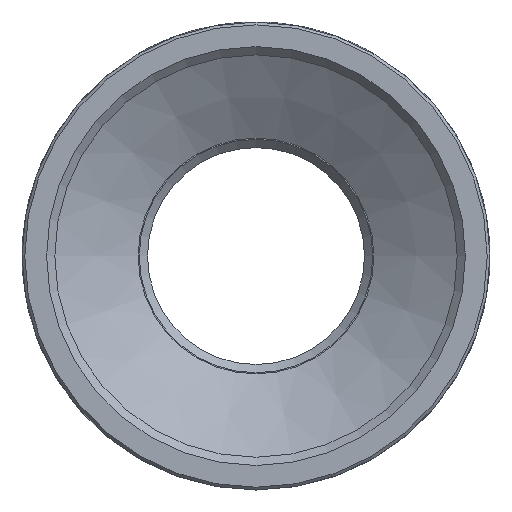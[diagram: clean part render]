
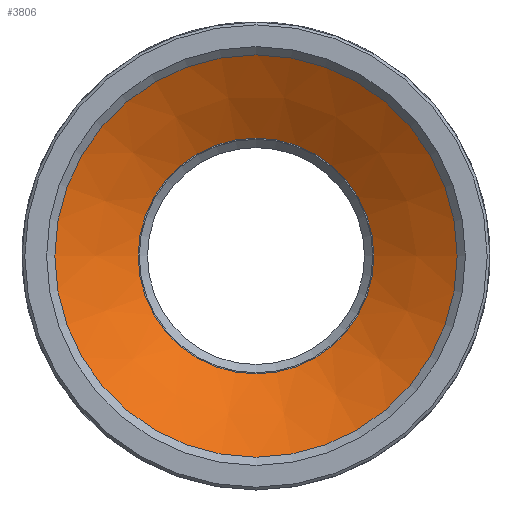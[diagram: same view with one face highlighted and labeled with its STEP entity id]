
A CAD part, left-side view. The second image highlights one B-rep face of the part: STEP entity #3806.
In plain terms, the highlighted conical face has half-angle 58.541 degrees and reference radius 29.328 mm.
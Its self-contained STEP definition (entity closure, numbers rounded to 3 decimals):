
#1866 = CARTESIAN_POINT ( 'NONE',  ( -27.415, 0., 0. ) ) ;
#3732 = CIRCLE ( 'NONE', #7774, 21.155 ) ;
#3806 = ADVANCED_FACE ( 'NONE', ( #14164, #18673 ), #7298, .F. ) ;
#5899 = VERTEX_POINT ( 'NONE', #10015 ) ;
#6515 = DIRECTION ( 'NONE',  ( 0., 1., 0. ) ) ;
#7298 = CONICAL_SURFACE ( 'NONE', #10724, 29.328, 1.022 ) ;
#7606 = EDGE_LOOP ( 'NONE', ( #14402 ) ) ;
#7774 = AXIS2_PLACEMENT_3D ( 'NONE', #13102, #14531, #11570 ) ;
#8723 = CARTESIAN_POINT ( 'NONE',  ( -27.415, 36.544, 0. ) ) ;
#9542 = DIRECTION ( 'NONE',  ( 1., 0., 0. ) ) ;
#10015 = CARTESIAN_POINT ( 'NONE',  ( -18., -21.155, 0. ) ) ;
#10724 = AXIS2_PLACEMENT_3D ( 'NONE', #14452, #14546, #14632 ) ;
#11570 = DIRECTION ( 'NONE',  ( 0., -1., 0. ) ) ;
#11842 = CIRCLE ( 'NONE', #17042, 36.544 ) ;
#12022 = ORIENTED_EDGE ( 'NONE', *, *, #12414, .F. ) ;
#12414 = EDGE_CURVE ( 'NONE', #14611, #14611, #11842, .T. ) ;
#13102 = CARTESIAN_POINT ( 'NONE',  ( -18., 0., 0. ) ) ;
#14164 = FACE_BOUND ( 'NONE', #7606, .T. ) ;
#14402 = ORIENTED_EDGE ( 'NONE', *, *, #19135, .F. ) ;
#14452 = CARTESIAN_POINT ( 'NONE',  ( -23., 0., 0. ) ) ;
#14531 = DIRECTION ( 'NONE',  ( -1., 0., 0. ) ) ;
#14546 = DIRECTION ( 'NONE',  ( -1., 0., 0. ) ) ;
#14611 = VERTEX_POINT ( 'NONE', #8723 ) ;
#14632 = DIRECTION ( 'NONE',  ( 0., -1., 0. ) ) ;
#16206 = EDGE_LOOP ( 'NONE', ( #12022 ) ) ;
#17042 = AXIS2_PLACEMENT_3D ( 'NONE', #1866, #9542, #6515 ) ;
#18673 = FACE_OUTER_BOUND ( 'NONE', #16206, .T. ) ;
#19135 = EDGE_CURVE ( 'NONE', #5899, #5899, #3732, .T. ) ;
